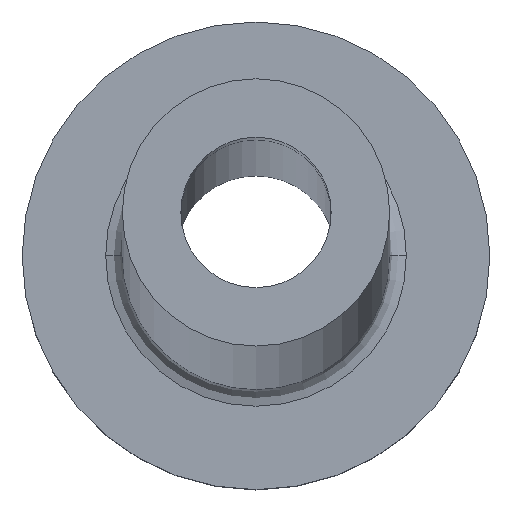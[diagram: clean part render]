
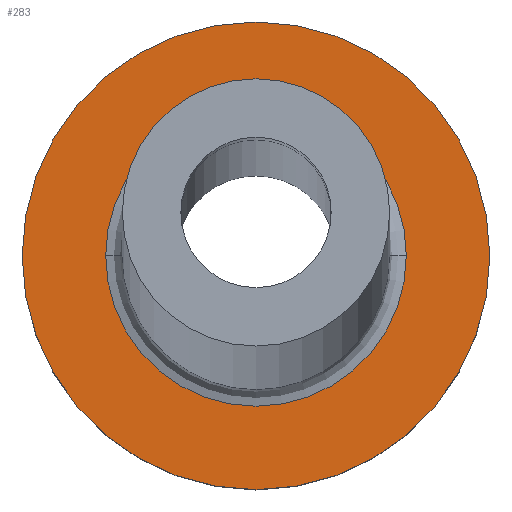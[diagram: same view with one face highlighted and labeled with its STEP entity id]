
A CAD part, top view. The second image highlights one B-rep face of the part: STEP entity #283.
In plain terms, the highlighted planar face has unit normal (0, 0, 1).
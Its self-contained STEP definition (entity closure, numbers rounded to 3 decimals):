
#1 = VERTEX_POINT ( 'NONE', #123 ) ;
#2 = FACE_BOUND ( 'NONE', #36, .T. ) ;
#12 = DIRECTION ( 'NONE',  ( 0., 0., -1. ) ) ;
#36 = EDGE_LOOP ( 'NONE', ( #391, #329 ) ) ;
#43 = ORIENTED_EDGE ( 'NONE', *, *, #158, .T. ) ;
#84 = ORIENTED_EDGE ( 'NONE', *, *, #253, .T. ) ;
#97 = DIRECTION ( 'NONE',  ( 0., 0., 1. ) ) ;
#102 = CARTESIAN_POINT ( 'NONE',  ( 0., 0., 5. ) ) ;
#115 = VERTEX_POINT ( 'NONE', #270 ) ;
#123 = CARTESIAN_POINT ( 'NONE',  ( -7., 0., 5. ) ) ;
#129 = DIRECTION ( 'NONE',  ( 1., 0., 0. ) ) ;
#138 = FACE_OUTER_BOUND ( 'NONE', #437, .T. ) ;
#158 = EDGE_CURVE ( 'NONE', #115, #1, #202, .T. ) ;
#165 = CIRCLE ( 'NONE', #376, 4.5 ) ;
#202 = CIRCLE ( 'NONE', #336, 7. ) ;
#209 = DIRECTION ( 'NONE',  ( 0., 0., -1. ) ) ;
#213 = CIRCLE ( 'NONE', #429, 7. ) ;
#230 = CARTESIAN_POINT ( 'NONE',  ( 0., 0., 5. ) ) ;
#244 = DIRECTION ( 'NONE',  ( 0., 0., 1. ) ) ;
#246 = CARTESIAN_POINT ( 'NONE',  ( 0., 0., 5. ) ) ;
#253 = EDGE_CURVE ( 'NONE', #1, #115, #213, .T. ) ;
#260 = AXIS2_PLACEMENT_3D ( 'NONE', #390, #97, #129 ) ;
#264 = EDGE_CURVE ( 'NONE', #284, #358, #318, .T. ) ;
#267 = DIRECTION ( 'NONE',  ( 0., 0., 1. ) ) ;
#270 = CARTESIAN_POINT ( 'NONE',  ( 7., 0., 5. ) ) ;
#283 = ADVANCED_FACE ( 'NONE', ( #2, #138 ), #314, .T. ) ;
#284 = VERTEX_POINT ( 'NONE', #348 ) ;
#314 = PLANE ( 'NONE',  #260 ) ;
#318 = CIRCLE ( 'NONE', #335, 4.5 ) ;
#329 = ORIENTED_EDGE ( 'NONE', *, *, #264, .T. ) ;
#334 = DIRECTION ( 'NONE',  ( 1., 0., 0. ) ) ;
#335 = AXIS2_PLACEMENT_3D ( 'NONE', #102, #209, #425 ) ;
#336 = AXIS2_PLACEMENT_3D ( 'NONE', #230, #267, #334 ) ;
#348 = CARTESIAN_POINT ( 'NONE',  ( -4.5, 0., 5. ) ) ;
#358 = VERTEX_POINT ( 'NONE', #392 ) ;
#376 = AXIS2_PLACEMENT_3D ( 'NONE', #246, #12, #394 ) ;
#390 = CARTESIAN_POINT ( 'NONE',  ( 0., 0., 5. ) ) ;
#391 = ORIENTED_EDGE ( 'NONE', *, *, #404, .T. ) ;
#392 = CARTESIAN_POINT ( 'NONE',  ( 4.5, 0., 5. ) ) ;
#394 = DIRECTION ( 'NONE',  ( 1., 0., 0. ) ) ;
#404 = EDGE_CURVE ( 'NONE', #358, #284, #165, .T. ) ;
#425 = DIRECTION ( 'NONE',  ( 1., 0., 0. ) ) ;
#427 = CARTESIAN_POINT ( 'NONE',  ( 0., 0., 5. ) ) ;
#429 = AXIS2_PLACEMENT_3D ( 'NONE', #427, #244, #458 ) ;
#437 = EDGE_LOOP ( 'NONE', ( #84, #43 ) ) ;
#458 = DIRECTION ( 'NONE',  ( 1., 0., 0. ) ) ;
